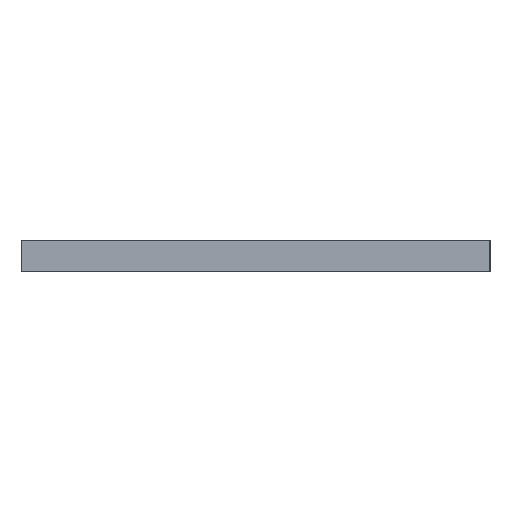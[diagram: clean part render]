
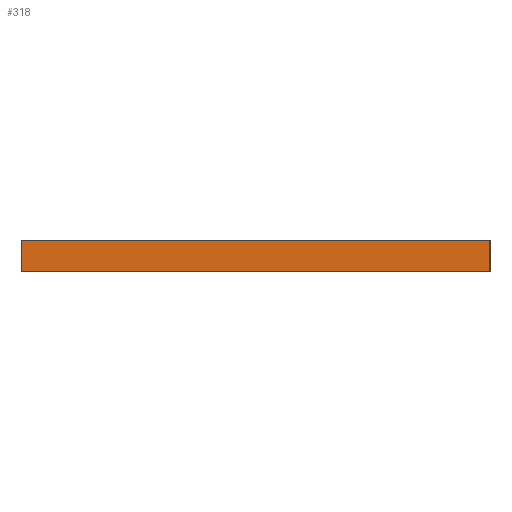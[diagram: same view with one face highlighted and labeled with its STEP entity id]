
A CAD part, left-side view. The second image highlights one B-rep face of the part: STEP entity #318.
In plain terms, the highlighted planar face has unit normal (-1, 0, 0).
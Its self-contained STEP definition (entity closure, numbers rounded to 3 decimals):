
#318=ADVANCED_FACE('',(#977),#979,.F.);
#977=FACE_BOUND('',#978,.T.);
#978=EDGE_LOOP('',(#1412,#1413,#1414,#1415));
#979=PLANE('',#980);
#980=AXIS2_PLACEMENT_3D('',#981,#982,#983);
#981=CARTESIAN_POINT('',(0.,0.,6.));
#982=DIRECTION('',(1.,0.,0.));
#983=DIRECTION('',(0.,0.,-1.));
#1412=ORIENTED_EDGE('',*,*,#1653,.T.);
#1413=ORIENTED_EDGE('',*,*,#1692,.F.);
#1414=ORIENTED_EDGE('',*,*,#1614,.F.);
#1415=ORIENTED_EDGE('',*,*,#1693,.T.);
#1614=EDGE_CURVE('',#1810,#1811,#1812,.T.);
#1653=EDGE_CURVE('',#1887,#1888,#1889,.T.);
#1692=EDGE_CURVE('',#1811,#1888,#1964,.T.);
#1693=EDGE_CURVE('',#1810,#1887,#1965,.T.);
#1810=VERTEX_POINT('',#3412);
#1811=VERTEX_POINT('',#3413);
#1812=LINE('',#3414,#3415);
#1887=VERTEX_POINT('',#3584);
#1888=VERTEX_POINT('',#3585);
#1889=LINE('',#3586,#3587);
#1964=LINE('',#3756,#3757);
#1965=LINE('',#3759,#3760);
#3412=CARTESIAN_POINT('',(0.,90.,6.));
#3413=CARTESIAN_POINT('',(0.,0.,6.));
#3414=CARTESIAN_POINT('',(0.,90.,6.));
#3415=VECTOR('',#3416,1.);
#3416=DIRECTION('',(0.,-1.,0.));
#3584=CARTESIAN_POINT('',(0.,90.,0.));
#3585=CARTESIAN_POINT('',(0.,0.,0.));
#3586=CARTESIAN_POINT('',(0.,90.,0.));
#3587=VECTOR('',#3588,1.);
#3588=DIRECTION('',(0.,-1.,0.));
#3756=CARTESIAN_POINT('',(0.,0.,6.));
#3757=VECTOR('',#3758,1.);
#3758=DIRECTION('',(0.,0.,-1.));
#3759=CARTESIAN_POINT('',(0.,90.,6.));
#3760=VECTOR('',#3761,1.);
#3761=DIRECTION('',(0.,0.,-1.));
